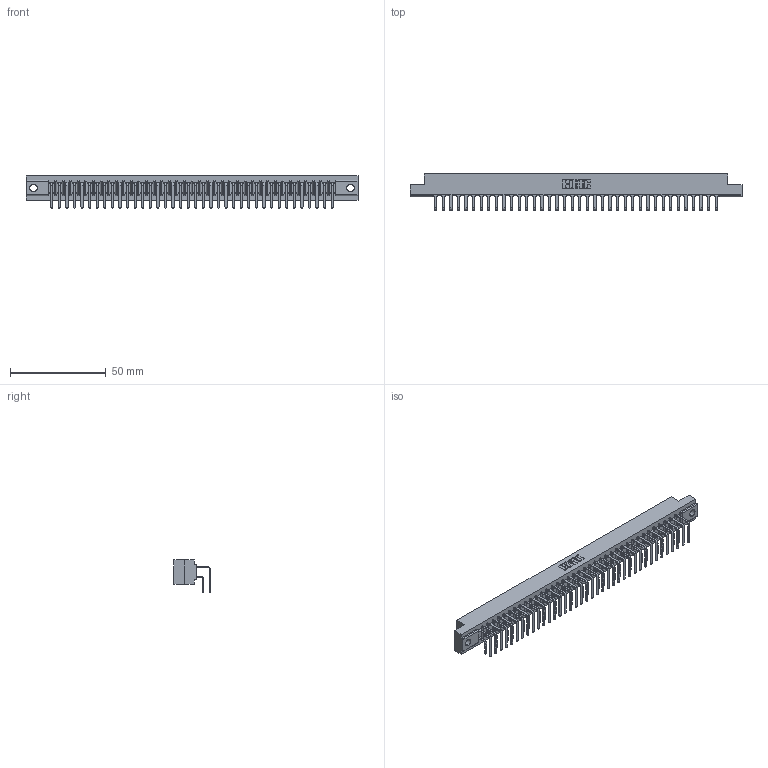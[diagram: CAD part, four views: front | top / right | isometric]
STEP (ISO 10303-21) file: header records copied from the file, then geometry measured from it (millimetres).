
FILE_DESCRIPTION (( 'STEP AP203' ), '1' );
FILE_NAME ('307-076-558-202.STEP', '2019-09-06T22:17:49', ( '' ), ( '' ), 'SwSTEP 2.0', 'SolidWorks 2016', '' );
FILE_SCHEMA (( 'CONFIG_CONTROL_DESIGN' ));
Length unit declared in the file: inch
Products named in the file (4): 307-076-558-202; 307 Part_.128 Dia Mounting Holes; 307-290-001_558 - 2 (Single); 307-290-001_558 559 - 1 (Single)
Assembly tree (77 placements, depth 2):
  307-076-558-202
    307 Part_.128 Dia Mounting Holes
    307-290-001_558 559 - 1 (Single)  x38
    307-290-001_558 - 2 (Single)  x38
Bounding box: 173.58 x 18.96 x 16.8 mm (x, y, z)
Volume: 18679.3 mm3; surface area: 24538.9 mm2
Topology: 77 solids, 77 shells, 3957 faces, 11115 edges, 7202 vertices
Faces by surface type: plane 2578, cylinder 1301, sphere 78
Entity records: 35735 total; most frequent: CARTESIAN_POINT 5848, ORIENTED_EDGE 5794, DIRECTION 5729, EDGE_CURVE 2897, LINE 2219, VECTOR 2219, VERTEX_POINT 1874, AXIS2_PLACEMENT_3D 1755
